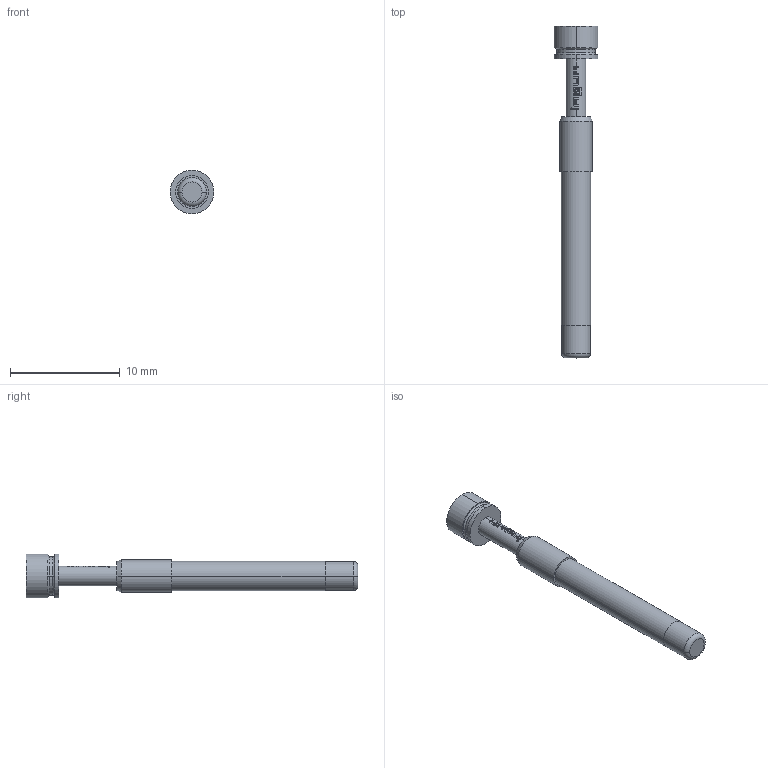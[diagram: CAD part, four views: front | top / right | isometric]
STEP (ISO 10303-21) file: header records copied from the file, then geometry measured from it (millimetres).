
FILE_DESCRIPTION (( 'STEP AP203' ), '1' );
FILE_NAME ('INGUN_HSS-120_302_400_A_xx05.STEP', '2022-02-04T08:46:31', ( 'ochi' ), ( '' ), 'SwSTEP 2.0', 'SolidWorks 2018', '' );
FILE_SCHEMA (( 'CONFIG_CONTROL_DESIGN' ));
Length unit declared in the file: millimetre
Products named in the file (1): INGUN_HSS-120_302_400_A_xx05
Bounding box: 4 x 30.3 x 4 mm (x, y, z)
Volume: 177.8 mm3; surface area: 291 mm2
Topology: 1 solids, 1 shells, 111 faces, 298 edges, 196 vertices
Faces by surface type: plane 48, cylinder 33, bspline 22, torus 6, cone 2
Entity records: 3865 total; most frequent: CARTESIAN_POINT 1126, ORIENTED_EDGE 596, DIRECTION 510, EDGE_CURVE 298, AXIS2_PLACEMENT_3D 208, VERTEX_POINT 196, CIRCLE 118, EDGE_LOOP 118
